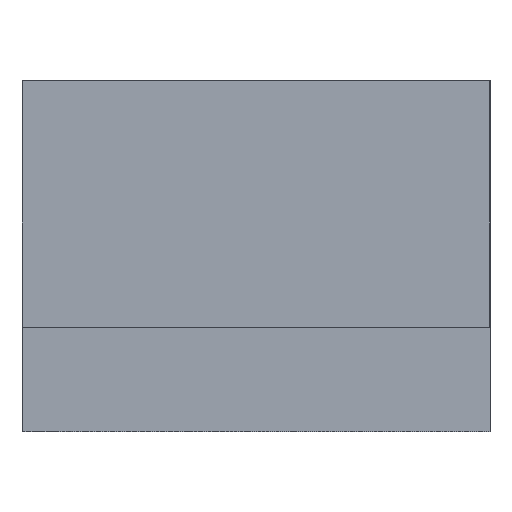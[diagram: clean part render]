
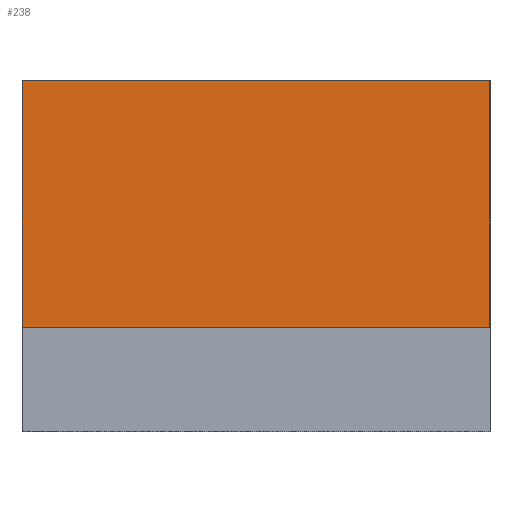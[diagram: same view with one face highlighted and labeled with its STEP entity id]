
A CAD part, left-side view. The second image highlights one B-rep face of the part: STEP entity #238.
In plain terms, the highlighted planar face has unit normal (-1, 0, 0).
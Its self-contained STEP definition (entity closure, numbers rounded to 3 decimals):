
#22 = VERTEX_POINT('',#23);
#23 = CARTESIAN_POINT('',(73.,2.49,4.45));
#31 = EDGE_CURVE('',#22,#32,#34,.T.);
#32 = VERTEX_POINT('',#33);
#33 = CARTESIAN_POINT('',(73.,2.49,15.));
#34 = LINE('',#35,#36);
#35 = CARTESIAN_POINT('',(73.,2.49,0.));
#36 = VECTOR('',#37,1.);
#37 = DIRECTION('',(0.,0.,1.));
#120 = VERTEX_POINT('',#121);
#121 = CARTESIAN_POINT('',(73.,22.49,4.45));
#127 = EDGE_CURVE('',#120,#22,#128,.T.);
#128 = LINE('',#129,#130);
#129 = CARTESIAN_POINT('',(73.,22.49,4.45));
#130 = VECTOR('',#131,1.);
#131 = DIRECTION('',(0.,-1.,0.));
#238 = ADVANCED_FACE('',(#239),#257,.F.);
#239 = FACE_BOUND('',#240,.F.);
#240 = EDGE_LOOP('',(#241,#242,#250,#256));
#241 = ORIENTED_EDGE('',*,*,#127,.F.);
#242 = ORIENTED_EDGE('',*,*,#243,.T.);
#243 = EDGE_CURVE('',#120,#244,#246,.T.);
#244 = VERTEX_POINT('',#245);
#245 = CARTESIAN_POINT('',(73.,22.49,15.));
#246 = LINE('',#247,#248);
#247 = CARTESIAN_POINT('',(73.,22.49,0.));
#248 = VECTOR('',#249,1.);
#249 = DIRECTION('',(0.,0.,1.));
#250 = ORIENTED_EDGE('',*,*,#251,.T.);
#251 = EDGE_CURVE('',#244,#32,#252,.T.);
#252 = LINE('',#253,#254);
#253 = CARTESIAN_POINT('',(73.,22.49,15.));
#254 = VECTOR('',#255,1.);
#255 = DIRECTION('',(0.,-1.,0.));
#256 = ORIENTED_EDGE('',*,*,#31,.F.);
#257 = PLANE('',#258);
#258 = AXIS2_PLACEMENT_3D('',#259,#260,#261);
#259 = CARTESIAN_POINT('',(73.,22.49,0.));
#260 = DIRECTION('',(1.,0.,0.));
#261 = DIRECTION('',(0.,-1.,0.));
